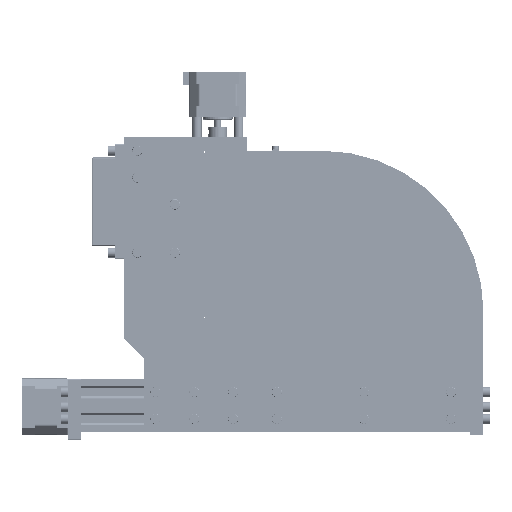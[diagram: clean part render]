
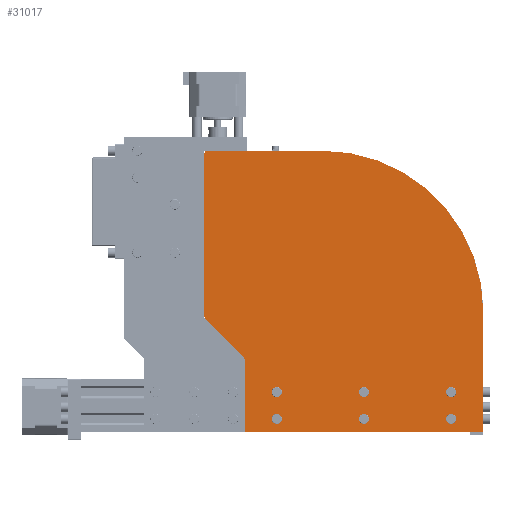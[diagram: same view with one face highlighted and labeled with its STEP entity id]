
A CAD part, left-side view. The second image highlights one B-rep face of the part: STEP entity #31017.
In plain terms, the highlighted face is planar.
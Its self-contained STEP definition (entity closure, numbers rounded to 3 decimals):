
#1799=FACE_BOUND('',#6425,.T.);
#1800=FACE_BOUND('',#6426,.T.);
#1801=FACE_BOUND('',#6427,.T.);
#1802=FACE_BOUND('',#6428,.T.);
#1803=FACE_BOUND('',#6429,.T.);
#1804=FACE_BOUND('',#6430,.T.);
#2950=PLANE('',#34437);
#4499=FACE_OUTER_BOUND('',#6424,.T.);
#6424=EDGE_LOOP('',(#28503,#28504,#28505,#28506,#28507,#28508,#28509,#28510,
#28511,#28512,#28513,#28514));
#6425=EDGE_LOOP('',(#28515));
#6426=EDGE_LOOP('',(#28516));
#6427=EDGE_LOOP('',(#28517));
#6428=EDGE_LOOP('',(#28518));
#6429=EDGE_LOOP('',(#28519));
#6430=EDGE_LOOP('',(#28520));
#9623=LINE('',#53195,#12750);
#9626=LINE('',#53201,#12753);
#9630=LINE('',#53213,#12757);
#9634=LINE('',#53225,#12761);
#9638=LINE('',#53237,#12765);
#9642=LINE('',#53249,#12769);
#9645=LINE('',#53253,#12772);
#12750=VECTOR('',#42993,10.);
#12753=VECTOR('',#42998,10.);
#12757=VECTOR('',#43010,10.);
#12761=VECTOR('',#43022,10.);
#12765=VECTOR('',#43034,10.);
#12769=VECTOR('',#43046,10.);
#12772=VECTOR('',#43051,10.);
#13755=CIRCLE('',#34398,2.75);
#13757=CIRCLE('',#34401,2.75);
#13759=CIRCLE('',#34404,2.75);
#13761=CIRCLE('',#34407,2.75);
#13763=CIRCLE('',#34410,2.75);
#13765=CIRCLE('',#34413,2.75);
#13768=CIRCLE('',#34417,2.);
#13770=CIRCLE('',#34422,5.);
#13772=CIRCLE('',#34426,2.);
#13774=CIRCLE('',#34430,120.);
#13776=CIRCLE('',#34434,2.);
#16421=VERTEX_POINT('',#53147);
#16423=VERTEX_POINT('',#53153);
#16425=VERTEX_POINT('',#53159);
#16427=VERTEX_POINT('',#53165);
#16429=VERTEX_POINT('',#53171);
#16431=VERTEX_POINT('',#53177);
#16435=VERTEX_POINT('',#53186);
#16436=VERTEX_POINT('',#53188);
#16438=VERTEX_POINT('',#53194);
#16440=VERTEX_POINT('',#53200);
#16442=VERTEX_POINT('',#53206);
#16444=VERTEX_POINT('',#53212);
#16446=VERTEX_POINT('',#53218);
#16448=VERTEX_POINT('',#53224);
#16450=VERTEX_POINT('',#53230);
#16452=VERTEX_POINT('',#53236);
#16454=VERTEX_POINT('',#53242);
#16456=VERTEX_POINT('',#53248);
#20461=EDGE_CURVE('',#16421,#16421,#13755,.T.);
#20464=EDGE_CURVE('',#16423,#16423,#13757,.T.);
#20467=EDGE_CURVE('',#16425,#16425,#13759,.T.);
#20470=EDGE_CURVE('',#16427,#16427,#13761,.T.);
#20473=EDGE_CURVE('',#16429,#16429,#13763,.T.);
#20476=EDGE_CURVE('',#16431,#16431,#13765,.T.);
#20481=EDGE_CURVE('',#16436,#16435,#13768,.T.);
#20484=EDGE_CURVE('',#16438,#16436,#9623,.T.);
#20487=EDGE_CURVE('',#16440,#16438,#9626,.T.);
#20490=EDGE_CURVE('',#16442,#16440,#13770,.T.);
#20493=EDGE_CURVE('',#16444,#16442,#9630,.T.);
#20496=EDGE_CURVE('',#16446,#16444,#13772,.T.);
#20499=EDGE_CURVE('',#16448,#16446,#9634,.T.);
#20502=EDGE_CURVE('',#16450,#16448,#13774,.T.);
#20505=EDGE_CURVE('',#16452,#16450,#9638,.T.);
#20508=EDGE_CURVE('',#16454,#16452,#13776,.T.);
#20511=EDGE_CURVE('',#16456,#16454,#9642,.T.);
#20514=EDGE_CURVE('',#16435,#16456,#9645,.T.);
#28503=ORIENTED_EDGE('',*,*,#20514,.T.);
#28504=ORIENTED_EDGE('',*,*,#20511,.T.);
#28505=ORIENTED_EDGE('',*,*,#20508,.T.);
#28506=ORIENTED_EDGE('',*,*,#20505,.T.);
#28507=ORIENTED_EDGE('',*,*,#20502,.T.);
#28508=ORIENTED_EDGE('',*,*,#20499,.T.);
#28509=ORIENTED_EDGE('',*,*,#20496,.T.);
#28510=ORIENTED_EDGE('',*,*,#20493,.T.);
#28511=ORIENTED_EDGE('',*,*,#20490,.T.);
#28512=ORIENTED_EDGE('',*,*,#20487,.T.);
#28513=ORIENTED_EDGE('',*,*,#20484,.T.);
#28514=ORIENTED_EDGE('',*,*,#20481,.T.);
#28515=ORIENTED_EDGE('',*,*,#20476,.T.);
#28516=ORIENTED_EDGE('',*,*,#20473,.T.);
#28517=ORIENTED_EDGE('',*,*,#20470,.T.);
#28518=ORIENTED_EDGE('',*,*,#20467,.T.);
#28519=ORIENTED_EDGE('',*,*,#20464,.T.);
#28520=ORIENTED_EDGE('',*,*,#20461,.T.);
#31017=ADVANCED_FACE('',(#4499,#1799,#1800,#1801,#1802,#1803,#1804),#2950,
 .T.);
#34398=AXIS2_PLACEMENT_3D('',#53148,#42942,#42943);
#34401=AXIS2_PLACEMENT_3D('',#53154,#42949,#42950);
#34404=AXIS2_PLACEMENT_3D('',#53160,#42956,#42957);
#34407=AXIS2_PLACEMENT_3D('',#53166,#42963,#42964);
#34410=AXIS2_PLACEMENT_3D('',#53172,#42970,#42971);
#34413=AXIS2_PLACEMENT_3D('',#53178,#42977,#42978);
#34417=AXIS2_PLACEMENT_3D('',#53189,#42987,#42988);
#34422=AXIS2_PLACEMENT_3D('',#53207,#43004,#43005);
#34426=AXIS2_PLACEMENT_3D('',#53219,#43016,#43017);
#34430=AXIS2_PLACEMENT_3D('',#53231,#43028,#43029);
#34434=AXIS2_PLACEMENT_3D('',#53243,#43040,#43041);
#34437=AXIS2_PLACEMENT_3D('',#53254,#43052,#43053);
#42942=DIRECTION('center_axis',(0.,1.,0.));
#42943=DIRECTION('ref_axis',(1.,0.,0.));
#42949=DIRECTION('center_axis',(0.,1.,0.));
#42950=DIRECTION('ref_axis',(1.,0.,0.));
#42956=DIRECTION('center_axis',(0.,1.,0.));
#42957=DIRECTION('ref_axis',(1.,0.,0.));
#42963=DIRECTION('center_axis',(0.,1.,0.));
#42964=DIRECTION('ref_axis',(1.,0.,0.));
#42970=DIRECTION('center_axis',(0.,1.,0.));
#42971=DIRECTION('ref_axis',(1.,0.,0.));
#42977=DIRECTION('center_axis',(0.,1.,0.));
#42978=DIRECTION('ref_axis',(1.,0.,0.));
#42987=DIRECTION('center_axis',(0.,1.,0.));
#42988=DIRECTION('ref_axis',(1.,0.,0.));
#42993=DIRECTION('',(0.707,0.,-0.707));
#42998=DIRECTION('',(0.707,0.,-0.707));
#43004=DIRECTION('center_axis',(0.,-1.,0.));
#43005=DIRECTION('ref_axis',(-1.,0.,0.));
#43010=DIRECTION('',(0.,0.,-1.));
#43016=DIRECTION('center_axis',(0.,-1.,0.));
#43017=DIRECTION('ref_axis',(0.,0.,1.));
#43022=DIRECTION('',(-1.,0.,0.));
#43028=DIRECTION('center_axis',(0.,-1.,0.));
#43029=DIRECTION('ref_axis',(1.,0.,0.));
#43034=DIRECTION('',(0.,0.,1.));
#43040=DIRECTION('center_axis',(0.,-1.,0.));
#43041=DIRECTION('ref_axis',(0.,0.,-1.));
#43046=DIRECTION('',(1.,0.,0.));
#43051=DIRECTION('',(0.,0.,-1.));
#43052=DIRECTION('center_axis',(0.,-1.,0.));
#43053=DIRECTION('ref_axis',(1.,0.,0.));
#53147=CARTESIAN_POINT('',(71.25,-5.,-10.));
#53148=CARTESIAN_POINT('Origin',(74.,-5.,-10.));
#53153=CARTESIAN_POINT('',(201.25,-5.,-30.));
#53154=CARTESIAN_POINT('Origin',(204.,-5.,-30.));
#53159=CARTESIAN_POINT('',(201.25,-5.,-10.));
#53160=CARTESIAN_POINT('Origin',(204.,-5.,-10.));
#53165=CARTESIAN_POINT('',(71.25,-5.,-30.));
#53166=CARTESIAN_POINT('Origin',(74.,-5.,-30.));
#53171=CARTESIAN_POINT('',(136.25,-5.,-30.));
#53172=CARTESIAN_POINT('Origin',(139.,-5.,-30.));
#53177=CARTESIAN_POINT('',(136.25,-5.,-10.));
#53178=CARTESIAN_POINT('Origin',(139.,-5.,-10.));
#53186=CARTESIAN_POINT('',(50.,-5.,14.172));
#53188=CARTESIAN_POINT('',(49.414,-5.,15.586));
#53189=CARTESIAN_POINT('Origin',(48.,-5.,14.172));
#53194=CARTESIAN_POINT('',(48.536,-5.,16.464));
#53195=CARTESIAN_POINT('',(49.414,-5.,15.586));
#53200=CARTESIAN_POINT('',(21.464,-5.,43.536));
#53201=CARTESIAN_POINT('',(48.536,-5.,16.464));
#53206=CARTESIAN_POINT('',(20.,-5.,47.071));
#53207=CARTESIAN_POINT('Origin',(25.,-5.,47.071));
#53212=CARTESIAN_POINT('',(20.,-5.,168.));
#53213=CARTESIAN_POINT('',(20.,-5.,168.));
#53218=CARTESIAN_POINT('',(22.,-5.,170.));
#53219=CARTESIAN_POINT('Origin',(22.,-5.,168.));
#53224=CARTESIAN_POINT('',(108.,-5.,170.));
#53225=CARTESIAN_POINT('',(108.,-5.,170.));
#53230=CARTESIAN_POINT('',(228.,-5.,50.));
#53231=CARTESIAN_POINT('Origin',(108.,-5.,50.));
#53236=CARTESIAN_POINT('',(228.,-5.,-38.));
#53237=CARTESIAN_POINT('',(228.,-5.,-38.));
#53242=CARTESIAN_POINT('',(226.,-5.,-40.));
#53243=CARTESIAN_POINT('Origin',(226.,-5.,-38.));
#53248=CARTESIAN_POINT('',(50.,-5.,-40.));
#53249=CARTESIAN_POINT('',(50.,-5.,-40.));
#53253=CARTESIAN_POINT('',(50.,-5.,12.929));
#53254=CARTESIAN_POINT('Origin',(124.,-5.,65.));
